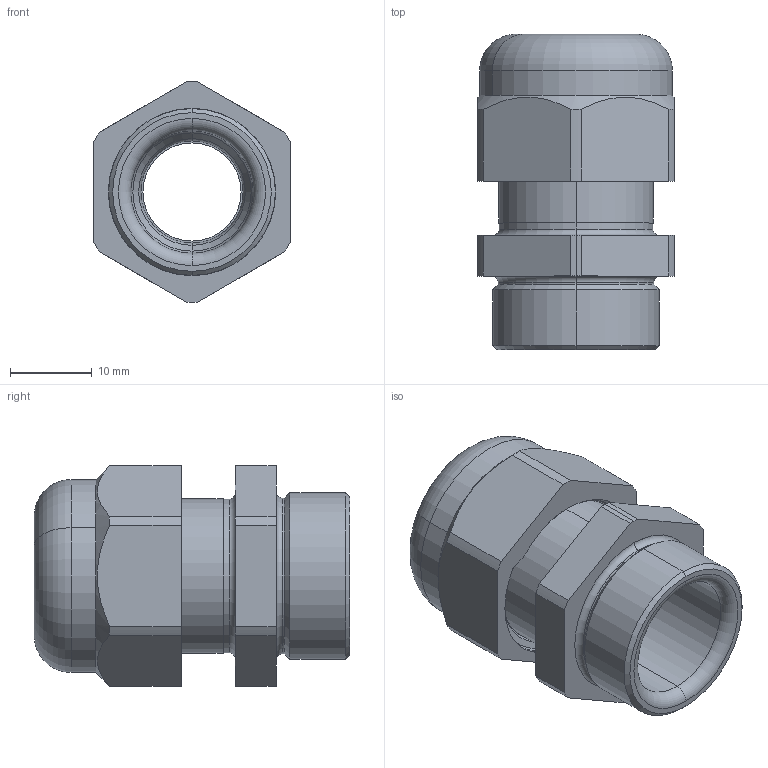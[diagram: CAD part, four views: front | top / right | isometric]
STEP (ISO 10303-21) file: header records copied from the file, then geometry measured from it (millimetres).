
FILE_DESCRIPTION (( 'STEP AP214' ), '1' );
FILE_NAME ('2022648.stp', '2017-09-28T07:18:18', ( '' ), ( '' ), 'SwSTEP 2.0', 'SolidWorks 2016', '' );
FILE_SCHEMA (( 'AUTOMOTIVE_DESIGN' ));
Length unit declared in the file: millimetre
Products named in the file (4): EV111-13-01_Gewindedarstellung; 2022648; EV131-13-02_Pg13 Standard Gewinde; EV501_PG13
Assembly tree (3 placements, depth 2):
  2022648
    EV111-13-01_Gewindedarstellung
    EV501_PG13
    EV131-13-02_Pg13 Standard Gewinde
Bounding box: 24 x 38.6 x 27 mm (x, y, z)
Volume: 8631.4 mm3; surface area: 8950.5 mm2
Topology: 3 solids, 3 shells, 276 faces, 776 edges, 510 vertices
Faces by surface type: cylinder 132, plane 79, torus 28, cone 26, bspline 11
Entity records: 20649 total; most frequent: CARTESIAN_POINT 13646, ORIENTED_EDGE 1552, DIRECTION 1349, EDGE_CURVE 776, AXIS2_PLACEMENT_3D 524, VERTEX_POINT 510, VECTOR 301, LINE 301
